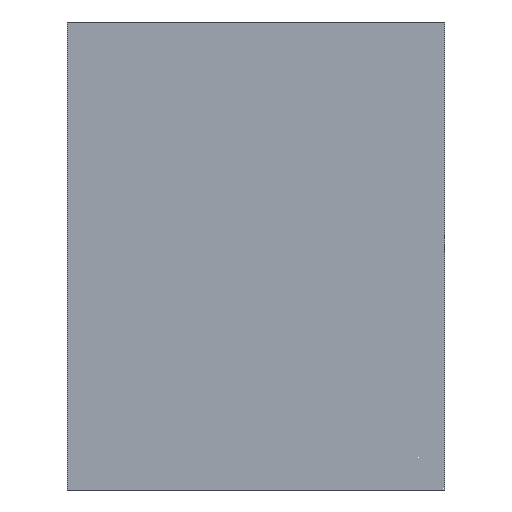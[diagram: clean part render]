
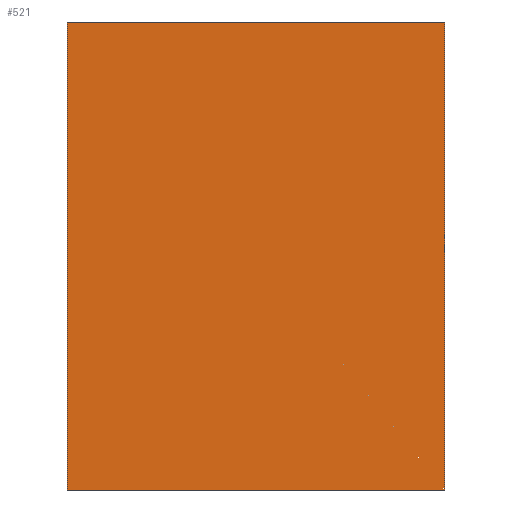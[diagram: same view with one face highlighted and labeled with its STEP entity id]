
A CAD part, front view. The second image highlights one B-rep face of the part: STEP entity #521.
In plain terms, the highlighted planar face has unit normal (0, -1, 0).
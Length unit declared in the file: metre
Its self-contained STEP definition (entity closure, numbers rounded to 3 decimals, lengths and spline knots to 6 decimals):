
#88=ORIENTED_EDGE('',*,*,#214,.F.);
#89=ORIENTED_EDGE('',*,*,#215,.F.);
#90=ORIENTED_EDGE('',*,*,#216,.T.);
#91=ORIENTED_EDGE('',*,*,#217,.T.);
#214=EDGE_CURVE('',#268,#269,#334,.T.);
#215=EDGE_CURVE('',#270,#268,#335,.T.);
#216=EDGE_CURVE('',#270,#271,#336,.T.);
#217=EDGE_CURVE('',#271,#269,#337,.T.);
#268=VERTEX_POINT('',#813);
#269=VERTEX_POINT('',#814);
#270=VERTEX_POINT('',#816);
#271=VERTEX_POINT('',#818);
#334=LINE('',#812,#406);
#335=LINE('',#815,#407);
#336=LINE('',#817,#408);
#337=LINE('',#819,#409);
#406=VECTOR('',#667,1.);
#407=VECTOR('',#668,1.);
#408=VECTOR('',#669,1.);
#409=VECTOR('',#670,1.);
#439=EDGE_LOOP('',(#88,#89,#90,#91));
#467=FACE_BOUND('',#439,.T.);
#495=PLANE('',#560);
#521=ADVANCED_FACE('',(#467),#495,.T.);
#560=AXIS2_PLACEMENT_3D('',#811,#665,#666);
#665=DIRECTION('',(0.,-1.,0.));
#666=DIRECTION('',(0.,0.,-1.));
#667=DIRECTION('',(0.,0.,1.));
#668=DIRECTION('',(-1.,0.,0.));
#669=DIRECTION('',(0.,0.,1.));
#670=DIRECTION('',(-1.,0.,0.));
#811=CARTESIAN_POINT('',(0.025,-0.0055,0.01));
#812=CARTESIAN_POINT('',(0.,-0.0055,0.01));
#813=CARTESIAN_POINT('',(0.,-0.0055,-0.0055));
#814=CARTESIAN_POINT('',(0.,-0.0055,0.0255));
#815=CARTESIAN_POINT('',(0.025,-0.0055,-0.0055));
#816=CARTESIAN_POINT('',(0.025,-0.0055,-0.0055));
#817=CARTESIAN_POINT('',(0.025,-0.0055,0.01));
#818=CARTESIAN_POINT('',(0.025,-0.0055,0.0255));
#819=CARTESIAN_POINT('',(0.025,-0.0055,0.0255));
